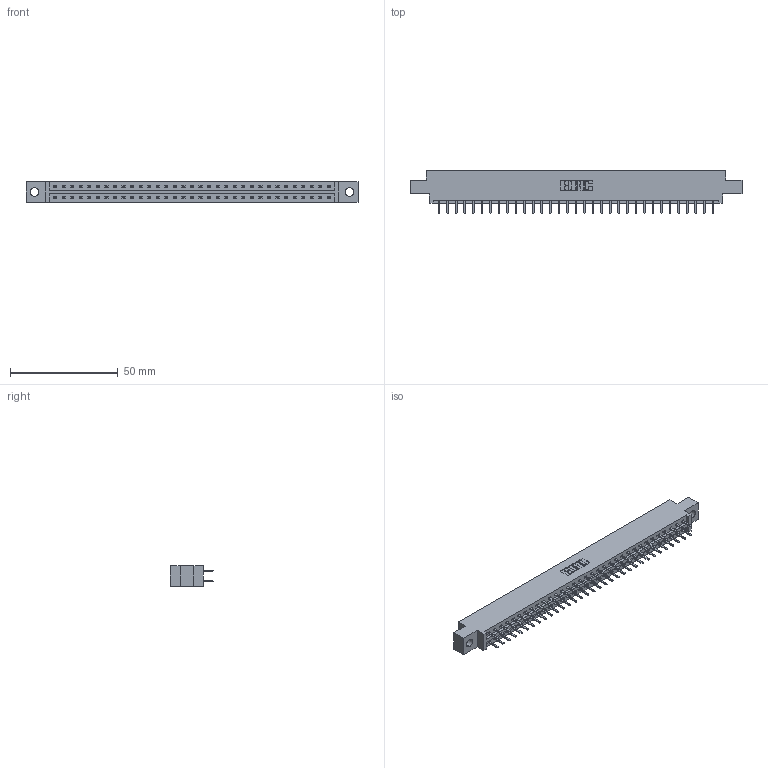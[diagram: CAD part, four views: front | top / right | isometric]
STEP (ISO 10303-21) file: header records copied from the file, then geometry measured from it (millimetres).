
FILE_DESCRIPTION (( 'STEP AP203' ), '1' );
FILE_NAME ('387-066-520-804.STEP', '2019-10-19T18:01:25', ( '' ), ( '' ), 'SwSTEP 2.0', 'SolidWorks 2016', '' );
FILE_SCHEMA (( 'CONFIG_CONTROL_DESIGN' ));
Length unit declared in the file: inch
Products named in the file (3): 387-066-520-804; 345-292-001_345-293-120; 337 Part_0.170 Offset - 0.156 Dia-TH
Assembly tree (67 placements, depth 2):
  387-066-520-804
    337 Part_0.170 Offset - 0.156 Dia-TH
    345-292-001_345-293-120  x66
Bounding box: 153.77 x 20.02 x 9.4 mm (x, y, z)
Volume: 15851.5 mm3; surface area: 17655.2 mm2
Topology: 67 solids, 67 shells, 3946 faces, 11477 edges, 7474 vertices
Faces by surface type: plane 2714, cylinder 1232
Entity records: 26999 total; most frequent: CARTESIAN_POINT 4570, ORIENTED_EDGE 4494, DIRECTION 3891, EDGE_CURVE 2247, VECTOR 2115, LINE 2115, VERTEX_POINT 1494, AXIS2_PLACEMENT_3D 888
